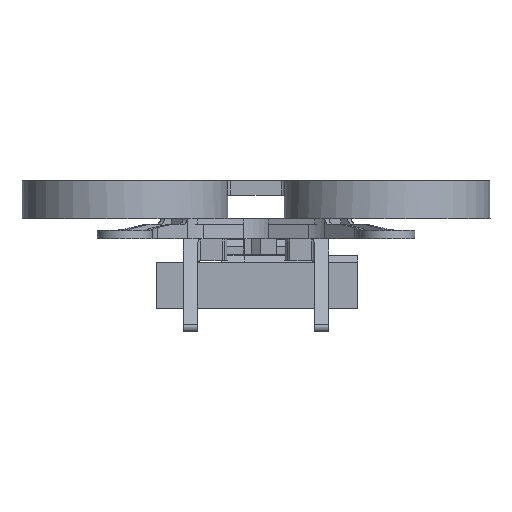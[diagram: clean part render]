
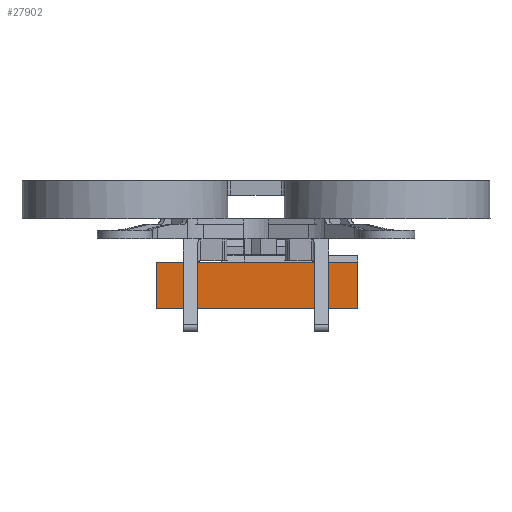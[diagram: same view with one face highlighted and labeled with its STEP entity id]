
A CAD part, left-side view. The second image highlights one B-rep face of the part: STEP entity #27902.
In plain terms, the highlighted planar face has unit normal (-1, 0, 0).
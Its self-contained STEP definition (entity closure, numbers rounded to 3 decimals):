
#1395=PLANE('',#29632);
#2643=FACE_OUTER_BOUND('',#4169,.T.);
#4169=EDGE_LOOP('',(#22955,#22956,#22957,#22958));
#6572=LINE('',#45353,#9405);
#6588=LINE('',#45385,#9421);
#6589=LINE('',#45387,#9422);
#6590=LINE('',#45388,#9423);
#9405=VECTOR('',#34522,10.);
#9421=VECTOR('',#34552,10.);
#9422=VECTOR('',#34553,10.);
#9423=VECTOR('',#34554,10.);
#13036=VERTEX_POINT('',#45350);
#13037=VERTEX_POINT('',#45352);
#13046=VERTEX_POINT('',#45384);
#13047=VERTEX_POINT('',#45386);
#16538=EDGE_CURVE('',#13036,#13037,#6572,.T.);
#16554=EDGE_CURVE('',#13036,#13046,#6588,.T.);
#16555=EDGE_CURVE('',#13047,#13046,#6589,.F.);
#16556=EDGE_CURVE('',#13037,#13047,#6590,.F.);
#22955=ORIENTED_EDGE('',*,*,#16538,.F.);
#22956=ORIENTED_EDGE('',*,*,#16554,.T.);
#22957=ORIENTED_EDGE('',*,*,#16555,.F.);
#22958=ORIENTED_EDGE('',*,*,#16556,.F.);
#27902=ADVANCED_FACE('',(#2643),#1395,.T.);
#29632=AXIS2_PLACEMENT_3D('',#45383,#34550,#34551);
#34522=DIRECTION('',(0.,-1.,0.));
#34550=DIRECTION('center_axis',(-1.,0.,0.));
#34551=DIRECTION('ref_axis',(0.,1.,0.));
#34552=DIRECTION('',(0.,0.,-1.));
#34553=DIRECTION('',(0.,-1.,0.));
#34554=DIRECTION('',(0.,0.,1.));
#45350=CARTESIAN_POINT('',(-19.,34.,-6.371));
#45352=CARTESIAN_POINT('',(-19.,-35.,-6.371));
#45353=CARTESIAN_POINT('',(-19.,-17.,-6.371));
#45383=CARTESIAN_POINT('Origin',(-19.,-34.,-7.371));
#45384=CARTESIAN_POINT('',(-19.,34.,-22.371));
#45385=CARTESIAN_POINT('',(-19.,34.,-7.371));
#45386=CARTESIAN_POINT('',(-19.,-35.,-22.371));
#45387=CARTESIAN_POINT('',(-19.,-17.,-22.371));
#45388=CARTESIAN_POINT('',(-19.,-35.,-7.371));
